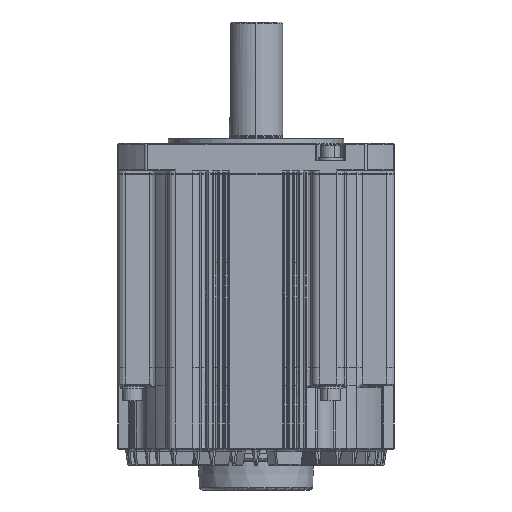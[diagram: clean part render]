
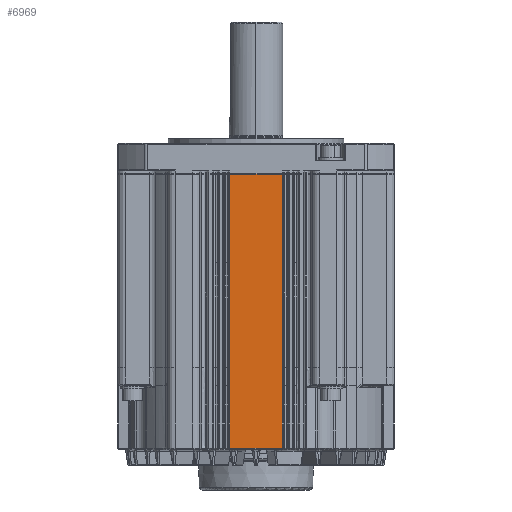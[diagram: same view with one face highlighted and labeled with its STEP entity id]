
A CAD part, front view. The second image highlights one B-rep face of the part: STEP entity #6969.
In plain terms, the highlighted planar face has unit normal (0, -1, 0).
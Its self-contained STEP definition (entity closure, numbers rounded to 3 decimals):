
#6895=CARTESIAN_POINT('',(17.046,-90.,-68.5));
#6896=VERTEX_POINT('',#6895);
#6905=CARTESIAN_POINT('',(17.042,-90.,57.5));
#6906=VERTEX_POINT('',#6905);
#6914=CARTESIAN_POINT('',(17.042,-90.,57.5));
#6915=DIRECTION('',(0.,0.,-1.));
#6916=VECTOR('',#6915,126.);
#6917=LINE('',#6914,#6916);
#6918=EDGE_CURVE('',#6906,#6896,#6917,.T.);
#6923=CARTESIAN_POINT('',(0.,-90.,-47.893));
#6924=DIRECTION('',(1.,0.,0.));
#6925=DIRECTION('',(0.,-1.,0.));
#6926=AXIS2_PLACEMENT_3D('',#6923,#6925,#6924);
#6927=PLANE('',#6926);
#6928=ORIENTED_EDGE('',*,*,#6918,.F.);
#6929=CARTESIAN_POINT('',(-17.042,-90.,57.5));
#6930=VERTEX_POINT('',#6929);
#6931=CARTESIAN_POINT('',(-17.042,-90.,57.5));
#6932=DIRECTION('',(1.,0.,0.));
#6933=VECTOR('',#6932,34.084);
#6934=LINE('',#6931,#6933);
#6935=EDGE_CURVE('',#6930,#6906,#6934,.T.);
#6936=ORIENTED_EDGE('',*,*,#6935,.F.);
#6937=CARTESIAN_POINT('',(-17.046,-90.,-68.5));
#6938=VERTEX_POINT('',#6937);
#6939=CARTESIAN_POINT('',(-17.042,-90.,57.5));
#6940=DIRECTION('',(0.,0.,-1.));
#6941=VECTOR('',#6940,126.);
#6942=LINE('',#6939,#6941);
#6943=EDGE_CURVE('',#6930,#6938,#6942,.T.);
#6944=ORIENTED_EDGE('',*,*,#6943,.T.);
#6945=CARTESIAN_POINT('',(-17.05,-90.,-121.1));
#6946=VERTEX_POINT('',#6945);
#6947=CARTESIAN_POINT('',(-17.05,-90.,-121.1));
#6948=DIRECTION('',(0.,0.,1.));
#6949=VECTOR('',#6948,52.6);
#6950=LINE('',#6947,#6949);
#6951=EDGE_CURVE('',#6946,#6938,#6950,.T.);
#6952=ORIENTED_EDGE('',*,*,#6951,.F.);
#6953=CARTESIAN_POINT('',(17.051,-90.,-121.1));
#6954=VERTEX_POINT('',#6953);
#6955=CARTESIAN_POINT('',(-17.05,-90.,-121.1));
#6956=DIRECTION('',(1.,0.,0.));
#6957=VECTOR('',#6956,34.101);
#6958=LINE('',#6955,#6957);
#6959=EDGE_CURVE('',#6946,#6954,#6958,.T.);
#6960=ORIENTED_EDGE('',*,*,#6959,.T.);
#6961=CARTESIAN_POINT('',(17.051,-90.,-121.1));
#6962=DIRECTION('',(0.,0.,1.));
#6963=VECTOR('',#6962,52.6);
#6964=LINE('',#6961,#6963);
#6965=EDGE_CURVE('',#6954,#6896,#6964,.T.);
#6966=ORIENTED_EDGE('',*,*,#6965,.T.);
#6967=EDGE_LOOP('',(#6928,#6936,#6944,#6952,#6960,#6966));
#6968=FACE_OUTER_BOUND('',#6967,.T.);
#6969=ADVANCED_FACE('',(#6968),#6927,.T.);
